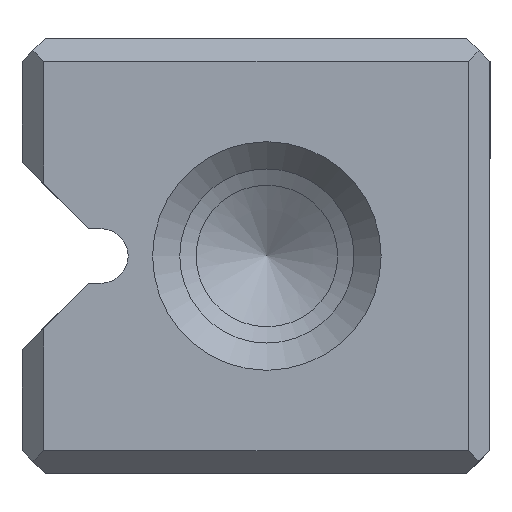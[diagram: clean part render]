
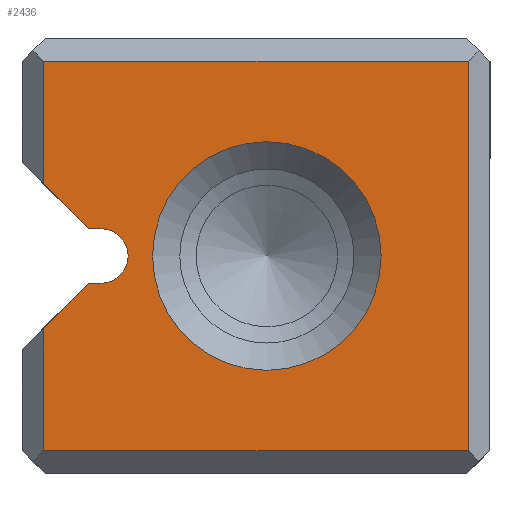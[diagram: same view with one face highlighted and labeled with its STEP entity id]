
A CAD part, left-side view. The second image highlights one B-rep face of the part: STEP entity #2436.
In plain terms, the highlighted planar face has unit normal (-1, 0, 0).
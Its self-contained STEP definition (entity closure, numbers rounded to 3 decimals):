
#2436=ADVANCED_FACE('',(#3249,#3250),#2781,.T.);
#2781=PLANE('',#8308);
#3010=CIRCLE('',#8306,2.1);
#3011=CIRCLE('',#8307,0.5);
#3249=FACE_BOUND('',#3361,.T.);
#3250=FACE_BOUND('',#3362,.T.);
#3361=EDGE_LOOP('',(#3991));
#3362=EDGE_LOOP('',(#3992,#3993,#3994,#3995,#3996,#3997,#3998,#3999,#4000,
#4001));
#3991=ORIENTED_EDGE('',*,*,#6343,.T.);
#3992=ORIENTED_EDGE('',*,*,#6344,.T.);
#3993=ORIENTED_EDGE('',*,*,#6345,.T.);
#3994=ORIENTED_EDGE('',*,*,#6346,.T.);
#3995=ORIENTED_EDGE('',*,*,#6347,.T.);
#3996=ORIENTED_EDGE('',*,*,#6348,.T.);
#3997=ORIENTED_EDGE('',*,*,#6349,.T.);
#3998=ORIENTED_EDGE('',*,*,#6350,.T.);
#3999=ORIENTED_EDGE('',*,*,#6351,.F.);
#4000=ORIENTED_EDGE('',*,*,#6352,.F.);
#4001=ORIENTED_EDGE('',*,*,#6353,.T.);
#5743=VERTEX_POINT('',#10567);
#5744=VERTEX_POINT('',#10569);
#5745=VERTEX_POINT('',#10570);
#5746=VERTEX_POINT('',#10572);
#5747=VERTEX_POINT('',#10574);
#5748=VERTEX_POINT('',#10576);
#5749=VERTEX_POINT('',#10578);
#5750=VERTEX_POINT('',#10580);
#5751=VERTEX_POINT('',#10582);
#5752=VERTEX_POINT('',#10584);
#5753=VERTEX_POINT('',#10586);
#6343=EDGE_CURVE('',#5743,#5743,#3010,.T.);
#6344=EDGE_CURVE('',#5744,#5745,#7141,.T.);
#6345=EDGE_CURVE('',#5745,#5746,#7142,.T.);
#6346=EDGE_CURVE('',#5746,#5747,#7143,.T.);
#6347=EDGE_CURVE('',#5747,#5748,#7144,.T.);
#6348=EDGE_CURVE('',#5748,#5749,#7145,.T.);
#6349=EDGE_CURVE('',#5749,#5750,#7146,.T.);
#6350=EDGE_CURVE('',#5750,#5751,#3011,.T.);
#6351=EDGE_CURVE('',#5752,#5751,#7147,.T.);
#6352=EDGE_CURVE('',#5753,#5752,#7148,.T.);
#6353=EDGE_CURVE('',#5753,#5744,#7149,.T.);
#7141=LINE('',#10568,#7803);
#7142=LINE('',#10571,#7804);
#7143=LINE('',#10573,#7805);
#7144=LINE('',#10575,#7806);
#7145=LINE('',#10577,#7807);
#7146=LINE('',#10579,#7808);
#7147=LINE('',#10583,#7809);
#7148=LINE('',#10585,#7810);
#7149=LINE('',#10587,#7811);
#7803=VECTOR('',#8775,1.);
#7804=VECTOR('',#8776,1.);
#7805=VECTOR('',#8777,1.);
#7806=VECTOR('',#8778,1.);
#7807=VECTOR('',#8779,1.);
#7808=VECTOR('',#8780,1.);
#7809=VECTOR('',#8783,1.);
#7810=VECTOR('',#8784,1.);
#7811=VECTOR('',#8785,1.);
#8306=AXIS2_PLACEMENT_3D('',#10566,#8773,#8774);
#8307=AXIS2_PLACEMENT_3D('',#10581,#8781,#8782);
#8308=AXIS2_PLACEMENT_3D('',#10588,#8786,#8787);
#8773=DIRECTION('',(1.,0.,0.));
#8774=DIRECTION('',(0.,0.,-1.));
#8775=DIRECTION('',(0.,-1.,0.));
#8776=DIRECTION('',(0.,0.,1.));
#8777=DIRECTION('',(0.,1.,0.));
#8778=DIRECTION('',(0.,0.,-1.));
#8779=DIRECTION('',(0.,-0.707,-0.707));
#8780=DIRECTION('',(0.,-1.,0.));
#8781=DIRECTION('',(1.,0.,0.));
#8782=DIRECTION('',(0.,0.,1.));
#8783=DIRECTION('',(0.,-1.,0.));
#8784=DIRECTION('',(0.,-0.707,0.707));
#8785=DIRECTION('',(0.,0.,-1.));
#8786=DIRECTION('',(-1.,0.,0.));
#8787=DIRECTION('',(0.,0.,-1.));
#10566=CARTESIAN_POINT('',(0.,4.1,4.));
#10567=CARTESIAN_POINT('',(0.,4.1,1.9));
#10568=CARTESIAN_POINT('',(0.,4.3,0.425));
#10569=CARTESIAN_POINT('',(0.,8.2,0.425));
#10570=CARTESIAN_POINT('',(0.,0.4,0.425));
#10571=CARTESIAN_POINT('',(0.,0.4,0.));
#10572=CARTESIAN_POINT('',(0.,0.4,7.575));
#10573=CARTESIAN_POINT('',(0.,4.3,7.575));
#10574=CARTESIAN_POINT('',(0.,8.2,7.575));
#10575=CARTESIAN_POINT('',(0.,8.2,0.));
#10576=CARTESIAN_POINT('',(0.,8.2,5.321));
#10577=CARTESIAN_POINT('',(0.,8.6,5.721));
#10578=CARTESIAN_POINT('',(0.,7.379,4.5));
#10579=CARTESIAN_POINT('',(0.,6.65,4.5));
#10580=CARTESIAN_POINT('',(0.,7.15,4.5));
#10581=CARTESIAN_POINT('',(0.,7.15,4.));
#10582=CARTESIAN_POINT('',(0.,7.15,3.5));
#10583=CARTESIAN_POINT('',(0.,6.65,3.5));
#10584=CARTESIAN_POINT('',(0.,7.379,3.5));
#10585=CARTESIAN_POINT('',(0.,8.6,2.279));
#10586=CARTESIAN_POINT('',(0.,8.2,2.679));
#10587=CARTESIAN_POINT('',(0.,8.2,0.));
#10588=CARTESIAN_POINT('',(0.,4.3,0.));
